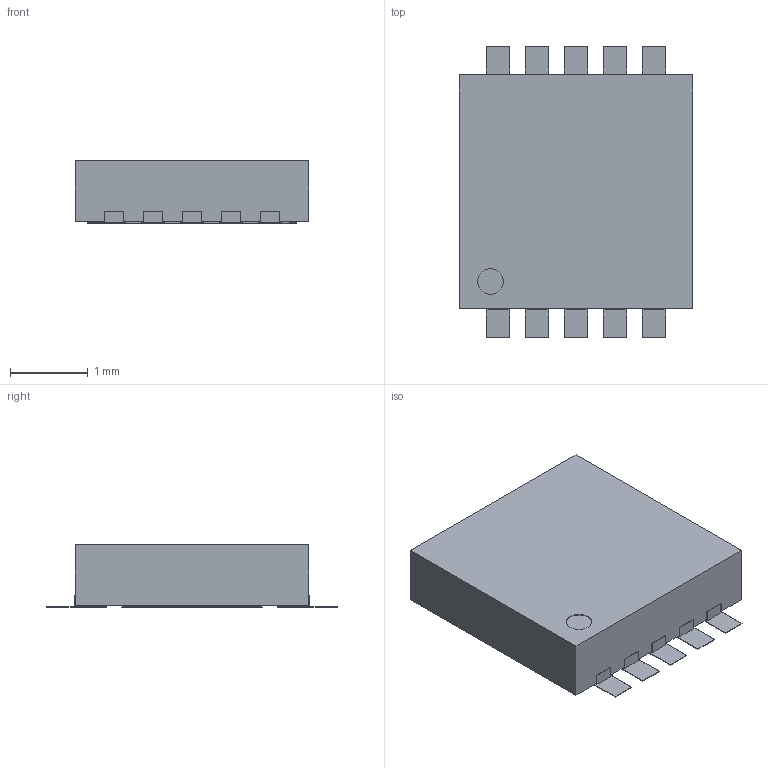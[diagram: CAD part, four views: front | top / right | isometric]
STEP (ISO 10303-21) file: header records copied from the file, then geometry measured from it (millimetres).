
FILE_DESCRIPTION (( 'STEP AP203' ), '1' );
FILE_NAME ('316-0697-000_1.step_Default_sldprt.STEP', '2020-11-13T20:12:15', ( '' ), ( '' ), 'SwSTEP 2.0', 'SolidWorks 2019', '' );
FILE_SCHEMA (( 'CONFIG_CONTROL_DESIGN' ));
Length unit declared in the file: inch
Products named in the file (1): 316-0697-000_1.step_Default_sldprt
Bounding box: 3 x 3.72 x 0.8 mm (x, y, z)
Volume: 7.1 mm3; surface area: 31.4 mm2
Topology: 1 solids, 1 shells, 133 faces, 357 edges, 238 vertices
Faces by surface type: plane 131, cylinder 2
Entity records: 4154 total; most frequent: CARTESIAN_POINT 729, ORIENTED_EDGE 714, DIRECTION 629, EDGE_CURVE 357, LINE 353, VECTOR 353, VERTEX_POINT 238, EDGE_LOOP 145
